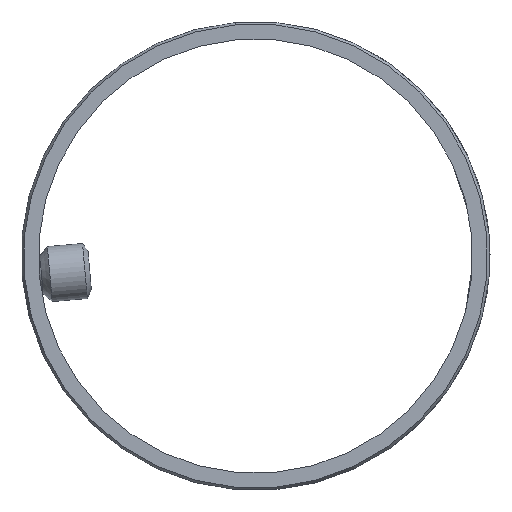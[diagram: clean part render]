
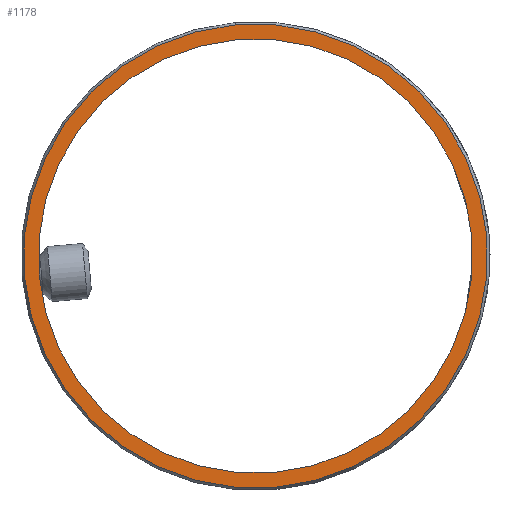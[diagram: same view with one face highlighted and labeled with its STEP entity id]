
A CAD part, left-side view. The second image highlights one B-rep face of the part: STEP entity #1178.
In plain terms, the highlighted planar face has unit normal (-1, 0, 0).
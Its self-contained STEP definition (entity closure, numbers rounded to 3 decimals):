
#64=CARTESIAN_POINT('',(-0.,-2.735,-31.381));
#65=VERTEX_POINT('',#64);
#74=CARTESIAN_POINT('',(-0.,2.755,31.38));
#75=VERTEX_POINT('',#74);
#76=CARTESIAN_POINT('',(-0.,0.01,0.));
#77=DIRECTION('',(-1.,-0.,0.));
#78=DIRECTION('',(0.,-0.087,-0.996));
#79=AXIS2_PLACEMENT_3D('',#76,#77,#78);
#80=CIRCLE('',#79,31.5);
#81=EDGE_CURVE('',#65,#75,#80,.T.);
#1126=CARTESIAN_POINT('',(-0.,2.943,33.525));
#1127=VERTEX_POINT('',#1126);
#1134=CARTESIAN_POINT('',(-0.,-2.923,-33.526));
#1135=VERTEX_POINT('',#1134);
#1136=CARTESIAN_POINT('',(-0.,0.01,0.));
#1137=DIRECTION('',(-1.,-0.,0.));
#1138=DIRECTION('',(0.,-0.087,-0.996));
#1139=AXIS2_PLACEMENT_3D('',#1136,#1137,#1138);
#1140=CIRCLE('',#1139,33.654);
#1141=EDGE_CURVE('',#1135,#1127,#1140,.T.);
#1153=CARTESIAN_POINT('',(-0.,33.535,-2.934));
#1154=DIRECTION('',(1.,0.,0.));
#1155=DIRECTION('',(0.,-0.087,-0.996));
#1156=AXIS2_PLACEMENT_3D('',#1153,#1154,#1155);
#1157=PLANE('',#1156);
#1158=CARTESIAN_POINT('',(-0.,0.01,0.));
#1159=DIRECTION('',(-1.,-0.,0.));
#1160=DIRECTION('',(0.,-0.087,-0.996));
#1161=AXIS2_PLACEMENT_3D('',#1158,#1159,#1160);
#1162=CIRCLE('',#1161,31.5);
#1163=EDGE_CURVE('',#75,#65,#1162,.T.);
#1164=ORIENTED_EDGE('',*,*,#1163,.F.);
#1165=ORIENTED_EDGE('',*,*,#81,.F.);
#1166=EDGE_LOOP('',(#1164,#1165));
#1167=FACE_BOUND('',#1166,.T.);
#1168=ORIENTED_EDGE('',*,*,#1141,.T.);
#1169=CARTESIAN_POINT('',(-0.,0.01,0.));
#1170=DIRECTION('',(-1.,-0.,0.));
#1171=DIRECTION('',(0.,-0.087,-0.996));
#1172=AXIS2_PLACEMENT_3D('',#1169,#1170,#1171);
#1173=CIRCLE('',#1172,33.654);
#1174=EDGE_CURVE('',#1127,#1135,#1173,.T.);
#1175=ORIENTED_EDGE('',*,*,#1174,.T.);
#1176=EDGE_LOOP('',(#1168,#1175));
#1177=FACE_BOUND('',#1176,.T.);
#1178=ADVANCED_FACE('',(#1167,#1177),#1157,.F.);
